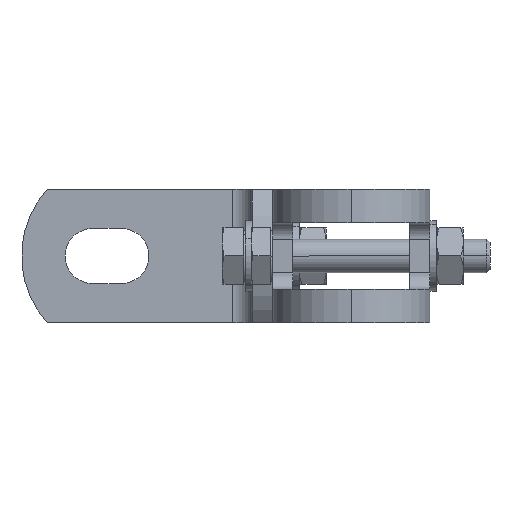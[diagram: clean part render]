
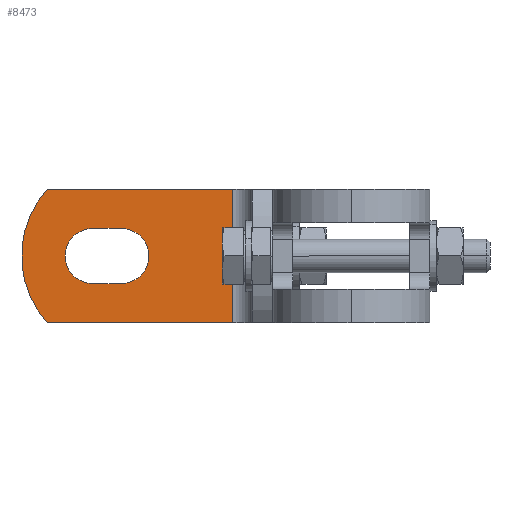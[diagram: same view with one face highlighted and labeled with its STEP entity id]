
A CAD part, left-side view. The second image highlights one B-rep face of the part: STEP entity #8473.
In plain terms, the highlighted planar face has unit normal (-1, 0, 0).
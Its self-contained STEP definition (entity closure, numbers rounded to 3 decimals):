
#30 = CARTESIAN_POINT ( 'NONE',  ( 109., 6., 8.25 ) ) ;
#344 = ORIENTED_EDGE ( 'NONE', *, *, #2488, .F. ) ;
#386 = VERTEX_POINT ( 'NONE', #7334 ) ;
#654 = VERTEX_POINT ( 'NONE', #5946 ) ;
#724 = DIRECTION ( 'NONE',  ( 0., 1., 0. ) ) ;
#747 = ORIENTED_EDGE ( 'NONE', *, *, #10791, .T. ) ;
#814 = PLANE ( 'NONE',  #8522 ) ;
#907 = CARTESIAN_POINT ( 'NONE',  ( 109., 53.75, -8.25 ) ) ;
#1020 = VECTOR ( 'NONE', #6257, 1000. ) ;
#1023 = VECTOR ( 'NONE', #724, 1000. ) ;
#1097 = VECTOR ( 'NONE', #5002, 1000. ) ;
#1522 = ORIENTED_EDGE ( 'NONE', *, *, #5170, .F. ) ;
#1548 = EDGE_CURVE ( 'NONE', #2741, #3567, #7784, .T. ) ;
#1591 = LINE ( 'NONE', #8476, #1097 ) ;
#1664 = ORIENTED_EDGE ( 'NONE', *, *, #2153, .F. ) ;
#1710 = AXIS2_PLACEMENT_3D ( 'NONE', #4436, #7801, #7861 ) ;
#1922 = CARTESIAN_POINT ( 'NONE',  ( 109., 6., 20. ) ) ;
#2142 = CIRCLE ( 'NONE', #3218, 8.25 ) ;
#2153 = EDGE_CURVE ( 'NONE', #654, #7908, #8524, .T. ) ;
#2176 = LINE ( 'NONE', #3907, #10333 ) ;
#2488 = EDGE_CURVE ( 'NONE', #7908, #3448, #9544, .T. ) ;
#2581 = EDGE_LOOP ( 'NONE', ( #1664, #7129, #1522, #344 ) ) ;
#2741 = VERTEX_POINT ( 'NONE', #6034 ) ;
#3061 = CARTESIAN_POINT ( 'NONE',  ( 109., 45.25, 0. ) ) ;
#3164 = FACE_BOUND ( 'NONE', #2581, .T. ) ;
#3218 = AXIS2_PLACEMENT_3D ( 'NONE', #3061, #5614, #9048 ) ;
#3268 = EDGE_LOOP ( 'NONE', ( #747, #10243, #5229, #8270 ) ) ;
#3361 = DIRECTION ( 'NONE',  ( 0., 1., 0. ) ) ;
#3448 = VERTEX_POINT ( 'NONE', #3573 ) ;
#3567 = VERTEX_POINT ( 'NONE', #9090 ) ;
#3573 = CARTESIAN_POINT ( 'NONE',  ( 109., 45.25, -8.25 ) ) ;
#3754 = CARTESIAN_POINT ( 'NONE',  ( 109., 12., -20. ) ) ;
#3757 = VECTOR ( 'NONE', #3361, 1000. ) ;
#3907 = CARTESIAN_POINT ( 'NONE',  ( 109., 12., 20. ) ) ;
#4436 = CARTESIAN_POINT ( 'NONE',  ( 109., 53.75, 0. ) ) ;
#4818 = LINE ( 'NONE', #10733, #1023 ) ;
#4845 = DIRECTION ( 'NONE',  ( 1., 0., 0. ) ) ;
#5002 = DIRECTION ( 'NONE',  ( 0., 1., 0. ) ) ;
#5045 = LINE ( 'NONE', #30, #3757 ) ;
#5170 = EDGE_CURVE ( 'NONE', #3448, #6334, #2142, .T. ) ;
#5229 = ORIENTED_EDGE ( 'NONE', *, *, #5638, .F. ) ;
#5614 = DIRECTION ( 'NONE',  ( -1., 0., 0. ) ) ;
#5638 = EDGE_CURVE ( 'NONE', #7980, #2741, #1591, .T. ) ;
#5910 = FACE_OUTER_BOUND ( 'NONE', #3268, .T. ) ;
#5946 = CARTESIAN_POINT ( 'NONE',  ( 109., 53.75, 8.25 ) ) ;
#6034 = CARTESIAN_POINT ( 'NONE',  ( 109., 67.361, -20. ) ) ;
#6257 = DIRECTION ( 'NONE',  ( 0., -1., 0. ) ) ;
#6334 = VERTEX_POINT ( 'NONE', #9531 ) ;
#6480 = DIRECTION ( 'NONE',  ( 0., 0., -1. ) ) ;
#6531 = EDGE_CURVE ( 'NONE', #386, #7980, #2176, .T. ) ;
#7059 = EDGE_CURVE ( 'NONE', #6334, #654, #5045, .T. ) ;
#7129 = ORIENTED_EDGE ( 'NONE', *, *, #7059, .F. ) ;
#7334 = CARTESIAN_POINT ( 'NONE',  ( 109., 12., 20. ) ) ;
#7784 = CIRCLE ( 'NONE', #10974, 30. ) ;
#7801 = DIRECTION ( 'NONE',  ( -1., 0., 0. ) ) ;
#7861 = DIRECTION ( 'NONE',  ( 0., 0., 1. ) ) ;
#7908 = VERTEX_POINT ( 'NONE', #907 ) ;
#7921 = DIRECTION ( 'NONE',  ( -1., 0., 0. ) ) ;
#7980 = VERTEX_POINT ( 'NONE', #3754 ) ;
#8000 = CARTESIAN_POINT ( 'NONE',  ( 109., 6., -8.25 ) ) ;
#8269 = DIRECTION ( 'NONE',  ( 0., 0., 1. ) ) ;
#8270 = ORIENTED_EDGE ( 'NONE', *, *, #6531, .F. ) ;
#8473 = ADVANCED_FACE ( 'NONE', ( #3164, #5910 ), #814, .T. ) ;
#8476 = CARTESIAN_POINT ( 'NONE',  ( 109., 6., -20. ) ) ;
#8522 = AXIS2_PLACEMENT_3D ( 'NONE', #1922, #7921, #10467 ) ;
#8524 = CIRCLE ( 'NONE', #1710, 8.25 ) ;
#9048 = DIRECTION ( 'NONE',  ( 0., 0., 1. ) ) ;
#9090 = CARTESIAN_POINT ( 'NONE',  ( 109., 67.361, 20. ) ) ;
#9531 = CARTESIAN_POINT ( 'NONE',  ( 109., 45.25, 8.25 ) ) ;
#9544 = LINE ( 'NONE', #8000, #1020 ) ;
#9914 = CARTESIAN_POINT ( 'NONE',  ( 109., 45., 0. ) ) ;
#10243 = ORIENTED_EDGE ( 'NONE', *, *, #1548, .F. ) ;
#10333 = VECTOR ( 'NONE', #6480, 1000. ) ;
#10467 = DIRECTION ( 'NONE',  ( 0., 0., 1. ) ) ;
#10733 = CARTESIAN_POINT ( 'NONE',  ( 109., 6., 20. ) ) ;
#10791 = EDGE_CURVE ( 'NONE', #386, #3567, #4818, .T. ) ;
#10974 = AXIS2_PLACEMENT_3D ( 'NONE', #9914, #4845, #8269 ) ;
